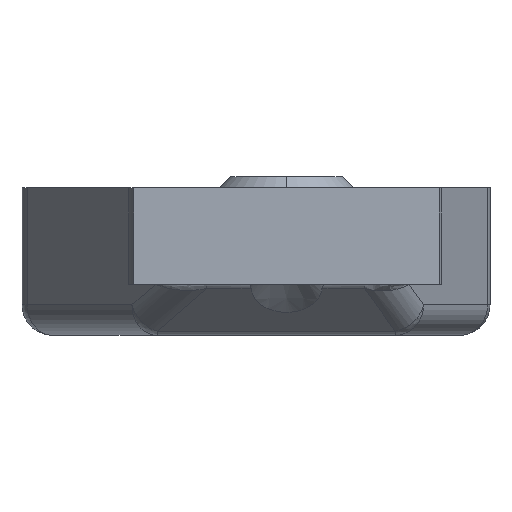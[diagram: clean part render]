
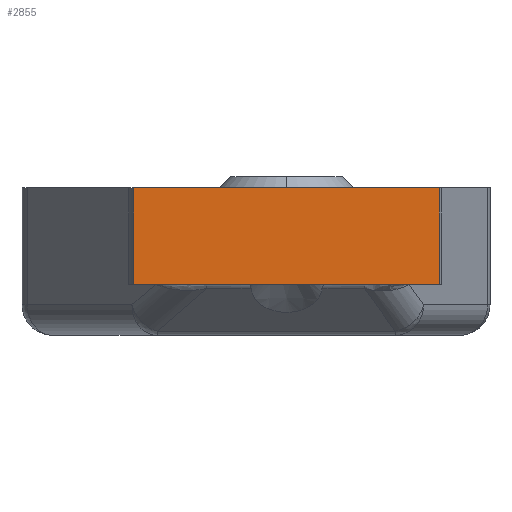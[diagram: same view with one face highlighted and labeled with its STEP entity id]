
A CAD part, left-side view. The second image highlights one B-rep face of the part: STEP entity #2855.
In plain terms, the highlighted planar face has unit normal (-1, 0, 0).
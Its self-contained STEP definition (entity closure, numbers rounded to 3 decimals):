
#45 = PLANE('',#46);
#46 = AXIS2_PLACEMENT_3D('',#47,#48,#49);
#47 = CARTESIAN_POINT('',(0.,-59.5,9.5));
#48 = DIRECTION('',(-0.,-0.,-1.));
#49 = DIRECTION('',(-1.,0.,0.));
#2616 = PLANE('',#2617);
#2617 = AXIS2_PLACEMENT_3D('',#2618,#2619,#2620);
#2618 = CARTESIAN_POINT('',(-50.577,-60.629,
    0.));
#2619 = DIRECTION('',(0.,0.,-1.));
#2620 = DIRECTION('',(0.,1.,0.));
#2746 = PLANE('',#2747);
#2747 = AXIS2_PLACEMENT_3D('',#2748,#2749,#2750);
#2748 = CARTESIAN_POINT('',(0.,-45.,36.762));
#2749 = DIRECTION('',(0.,1.,0.));
#2750 = DIRECTION('',(0.,0.,1.));
#2789 = VERTEX_POINT('',#2790);
#2790 = CARTESIAN_POINT('',(-46.,-45.,0.));
#2811 = EDGE_CURVE('',#2789,#2812,#2814,.T.);
#2812 = VERTEX_POINT('',#2813);
#2813 = CARTESIAN_POINT('',(-46.,-45.,9.5));
#2814 = SURFACE_CURVE('',#2815,(#2819,#2825),.PCURVE_S1.);
#2815 = LINE('',#2816,#2817);
#2816 = CARTESIAN_POINT('',(-46.,-45.,13.381));
#2817 = VECTOR('',#2818,1.);
#2818 = DIRECTION('',(0.,0.,1.));
#2819 = PCURVE('',#2746,#2820);
#2820 = DEFINITIONAL_REPRESENTATION('',(#2821),#2824);
#2821 = B_SPLINE_CURVE_WITH_KNOTS('',1,(#2822,#2823),.UNSPECIFIED.,.F.,
  .F.,(2,2),(-19.381,-1.931),.PIECEWISE_BEZIER_KNOTS.);
#2822 = CARTESIAN_POINT('',(-42.762,-46.));
#2823 = CARTESIAN_POINT('',(-25.312,-46.));
#2824 = ( GEOMETRIC_REPRESENTATION_CONTEXT(2) 
PARAMETRIC_REPRESENTATION_CONTEXT() REPRESENTATION_CONTEXT('2D SPACE',''
  ) );
#2825 = PCURVE('',#2826,#2831);
#2826 = PLANE('',#2827);
#2827 = AXIS2_PLACEMENT_3D('',#2828,#2829,#2830);
#2828 = CARTESIAN_POINT('',(-46.,-91.5,-10.));
#2829 = DIRECTION('',(-1.,0.,0.));
#2830 = DIRECTION('',(0.,1.,0.));
#2831 = DEFINITIONAL_REPRESENTATION('',(#2832),#2835);
#2832 = B_SPLINE_CURVE_WITH_KNOTS('',1,(#2833,#2834),.UNSPECIFIED.,.F.,
  .F.,(2,2),(-19.381,-1.931),.PIECEWISE_BEZIER_KNOTS.);
#2833 = CARTESIAN_POINT('',(46.5,-4.));
#2834 = CARTESIAN_POINT('',(46.5,-21.45));
#2835 = ( GEOMETRIC_REPRESENTATION_CONTEXT(2) 
PARAMETRIC_REPRESENTATION_CONTEXT() REPRESENTATION_CONTEXT('2D SPACE',''
  ) );
#2855 = ADVANCED_FACE('',(#2856),#2826,.T.);
#2856 = FACE_BOUND('',#2857,.T.);
#2857 = EDGE_LOOP('',(#2858,#2886,#2907,#2908));
#2858 = ORIENTED_EDGE('',*,*,#2859,.F.);
#2859 = EDGE_CURVE('',#2860,#2862,#2864,.T.);
#2860 = VERTEX_POINT('',#2861);
#2861 = CARTESIAN_POINT('',(-46.,-75.,9.5));
#2862 = VERTEX_POINT('',#2863);
#2863 = CARTESIAN_POINT('',(-46.,-75.,0.));
#2864 = SURFACE_CURVE('',#2865,(#2869,#2875),.PCURVE_S1.);
#2865 = LINE('',#2866,#2867);
#2866 = CARTESIAN_POINT('',(-46.,-75.,12.621));
#2867 = VECTOR('',#2868,1.);
#2868 = DIRECTION('',(0.,0.,-1.));
#2869 = PCURVE('',#2826,#2870);
#2870 = DEFINITIONAL_REPRESENTATION('',(#2871),#2874);
#2871 = B_SPLINE_CURVE_WITH_KNOTS('',1,(#2872,#2873),.UNSPECIFIED.,.F.,
  .F.,(2,2),(1.171,18.621),.PIECEWISE_BEZIER_KNOTS.);
#2872 = CARTESIAN_POINT('',(16.5,-21.45));
#2873 = CARTESIAN_POINT('',(16.5,-4.));
#2874 = ( GEOMETRIC_REPRESENTATION_CONTEXT(2) 
PARAMETRIC_REPRESENTATION_CONTEXT() REPRESENTATION_CONTEXT('2D SPACE',''
  ) );
#2875 = PCURVE('',#2876,#2881);
#2876 = PLANE('',#2877);
#2877 = AXIS2_PLACEMENT_3D('',#2878,#2879,#2880);
#2878 = CARTESIAN_POINT('',(0.,-75.,35.243));
#2879 = DIRECTION('',(0.,-1.,0.));
#2880 = DIRECTION('',(0.,0.,-1.));
#2881 = DEFINITIONAL_REPRESENTATION('',(#2882),#2885);
#2882 = B_SPLINE_CURVE_WITH_KNOTS('',1,(#2883,#2884),.UNSPECIFIED.,.F.,
  .F.,(2,2),(1.171,18.621),.PIECEWISE_BEZIER_KNOTS.);
#2883 = CARTESIAN_POINT('',(23.793,-46.));
#2884 = CARTESIAN_POINT('',(41.243,-46.));
#2885 = ( GEOMETRIC_REPRESENTATION_CONTEXT(2) 
PARAMETRIC_REPRESENTATION_CONTEXT() REPRESENTATION_CONTEXT('2D SPACE',''
  ) );
#2886 = ORIENTED_EDGE('',*,*,#2887,.T.);
#2887 = EDGE_CURVE('',#2860,#2812,#2888,.T.);
#2888 = SURFACE_CURVE('',#2889,(#2893,#2900),.PCURVE_S1.);
#2889 = LINE('',#2890,#2891);
#2890 = CARTESIAN_POINT('',(-46.,-91.5,9.5));
#2891 = VECTOR('',#2892,1.);
#2892 = DIRECTION('',(0.,1.,0.));
#2893 = PCURVE('',#2826,#2894);
#2894 = DEFINITIONAL_REPRESENTATION('',(#2895),#2899);
#2895 = LINE('',#2896,#2897);
#2896 = CARTESIAN_POINT('',(0.,-19.5));
#2897 = VECTOR('',#2898,1.);
#2898 = DIRECTION('',(1.,0.));
#2899 = ( GEOMETRIC_REPRESENTATION_CONTEXT(2) 
PARAMETRIC_REPRESENTATION_CONTEXT() REPRESENTATION_CONTEXT('2D SPACE',''
  ) );
#2900 = PCURVE('',#45,#2901);
#2901 = DEFINITIONAL_REPRESENTATION('',(#2902),#2906);
#2902 = LINE('',#2903,#2904);
#2903 = CARTESIAN_POINT('',(46.,-32.));
#2904 = VECTOR('',#2905,1.);
#2905 = DIRECTION('',(0.,1.));
#2906 = ( GEOMETRIC_REPRESENTATION_CONTEXT(2) 
PARAMETRIC_REPRESENTATION_CONTEXT() REPRESENTATION_CONTEXT('2D SPACE',''
  ) );
#2907 = ORIENTED_EDGE('',*,*,#2811,.F.);
#2908 = ORIENTED_EDGE('',*,*,#2909,.T.);
#2909 = EDGE_CURVE('',#2789,#2862,#2910,.T.);
#2910 = SURFACE_CURVE('',#2911,(#2915,#2921),.PCURVE_S1.);
#2911 = LINE('',#2912,#2913);
#2912 = CARTESIAN_POINT('',(-46.,-76.064,0.));
#2913 = VECTOR('',#2914,1.);
#2914 = DIRECTION('',(-0.,-1.,0.));
#2915 = PCURVE('',#2826,#2916);
#2916 = DEFINITIONAL_REPRESENTATION('',(#2917),#2920);
#2917 = B_SPLINE_CURVE_WITH_KNOTS('',1,(#2918,#2919),.UNSPECIFIED.,.F.,
  .F.,(2,2),(-34.642,2.24),.PIECEWISE_BEZIER_KNOTS.);
#2918 = CARTESIAN_POINT('',(50.077,-10.));
#2919 = CARTESIAN_POINT('',(13.196,-10.));
#2920 = ( GEOMETRIC_REPRESENTATION_CONTEXT(2) 
PARAMETRIC_REPRESENTATION_CONTEXT() REPRESENTATION_CONTEXT('2D SPACE',''
  ) );
#2921 = PCURVE('',#2616,#2922);
#2922 = DEFINITIONAL_REPRESENTATION('',(#2923),#2926);
#2923 = B_SPLINE_CURVE_WITH_KNOTS('',1,(#2924,#2925),.UNSPECIFIED.,.F.,
  .F.,(2,2),(-34.642,2.24),.PIECEWISE_BEZIER_KNOTS.);
#2924 = CARTESIAN_POINT('',(19.206,4.577));
#2925 = CARTESIAN_POINT('',(-17.675,4.577));
#2926 = ( GEOMETRIC_REPRESENTATION_CONTEXT(2) 
PARAMETRIC_REPRESENTATION_CONTEXT() REPRESENTATION_CONTEXT('2D SPACE',''
  ) );
